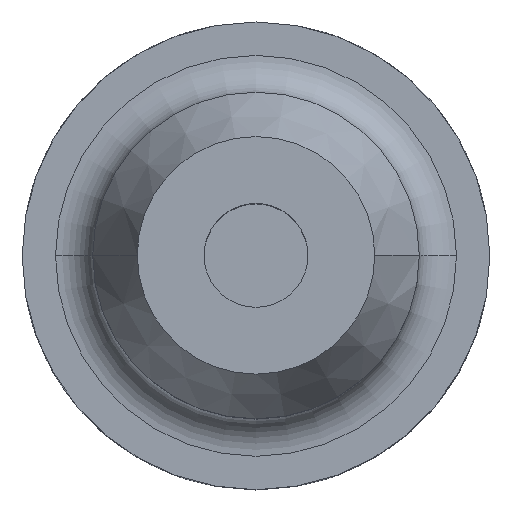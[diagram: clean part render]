
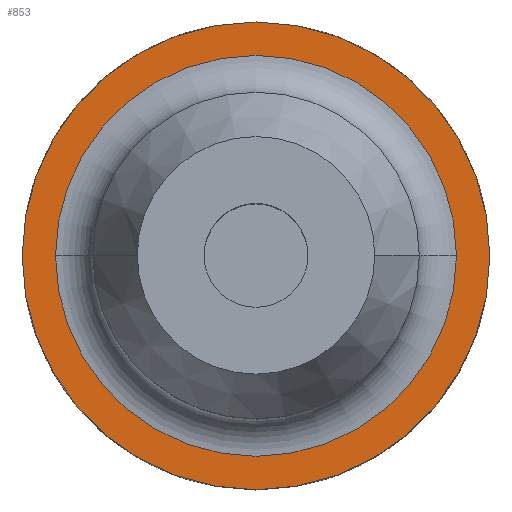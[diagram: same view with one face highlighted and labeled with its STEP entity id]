
A CAD part, top view. The second image highlights one B-rep face of the part: STEP entity #853.
In plain terms, the highlighted planar face has unit normal (0, 0, 1).
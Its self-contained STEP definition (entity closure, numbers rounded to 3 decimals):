
#129 = DIRECTION ( 'NONE',  ( 1., 0., 0. ) ) ;
#204 = CARTESIAN_POINT ( 'NONE',  ( 31.5, 0., 22. ) ) ;
#217 = DIRECTION ( 'NONE',  ( -1., 0., 0. ) ) ;
#356 = DIRECTION ( 'NONE',  ( -1., 0., 0. ) ) ;
#390 = VERTEX_POINT ( 'NONE', #1424 ) ;
#472 = AXIS2_PLACEMENT_3D ( 'NONE', #3195, #2096, #217 ) ;
#475 = DIRECTION ( 'NONE',  ( 0., 0., 1. ) ) ;
#610 = DIRECTION ( 'NONE',  ( -1., 0., 0. ) ) ;
#706 = ORIENTED_EDGE ( 'NONE', *, *, #4471, .T. ) ;
#714 = CARTESIAN_POINT ( 'NONE',  ( 0., 0., 22. ) ) ;
#853 = ADVANCED_FACE ( 'NONE', ( #1268, #1429 ), #2911, .F. ) ;
#987 = CARTESIAN_POINT ( 'NONE',  ( 27., 0., 22. ) ) ;
#1034 = EDGE_LOOP ( 'NONE', ( #706, #4080 ) ) ;
#1094 = DIRECTION ( 'NONE',  ( 1., 0., 0. ) ) ;
#1268 = FACE_BOUND ( 'NONE', #4497, .T. ) ;
#1424 = CARTESIAN_POINT ( 'NONE',  ( -31.5, 0., 22. ) ) ;
#1429 = FACE_OUTER_BOUND ( 'NONE', #1034, .T. ) ;
#1475 = AXIS2_PLACEMENT_3D ( 'NONE', #3574, #4708, #610 ) ;
#1864 = ORIENTED_EDGE ( 'NONE', *, *, #1939, .T. ) ;
#1869 = CIRCLE ( 'NONE', #1475, 27. ) ;
#1939 = EDGE_CURVE ( 'NONE', #4196, #3530, #4293, .T. ) ;
#1980 = CIRCLE ( 'NONE', #3745, 31.5 ) ;
#2000 = EDGE_CURVE ( 'NONE', #3530, #4196, #1869, .T. ) ;
#2096 = DIRECTION ( 'NONE',  ( 0., 0., -1. ) ) ;
#2154 = VERTEX_POINT ( 'NONE', #204 ) ;
#2175 = CARTESIAN_POINT ( 'NONE',  ( 0., 0., 22. ) ) ;
#2259 = ORIENTED_EDGE ( 'NONE', *, *, #2000, .T. ) ;
#2373 = EDGE_CURVE ( 'NONE', #390, #2154, #3321, .T. ) ;
#2911 = PLANE ( 'NONE',  #4731 ) ;
#3195 = CARTESIAN_POINT ( 'NONE',  ( 0., 0., 22. ) ) ;
#3321 = CIRCLE ( 'NONE', #3859, 31.5 ) ;
#3332 = CARTESIAN_POINT ( 'NONE',  ( -27., 0., 22. ) ) ;
#3530 = VERTEX_POINT ( 'NONE', #987 ) ;
#3574 = CARTESIAN_POINT ( 'NONE',  ( 0., 0., 22. ) ) ;
#3670 = DIRECTION ( 'NONE',  ( 0., 0., 1. ) ) ;
#3745 = AXIS2_PLACEMENT_3D ( 'NONE', #714, #3670, #1094 ) ;
#3859 = AXIS2_PLACEMENT_3D ( 'NONE', #4620, #475, #129 ) ;
#4080 = ORIENTED_EDGE ( 'NONE', *, *, #2373, .T. ) ;
#4196 = VERTEX_POINT ( 'NONE', #3332 ) ;
#4293 = CIRCLE ( 'NONE', #472, 27. ) ;
#4471 = EDGE_CURVE ( 'NONE', #2154, #390, #1980, .T. ) ;
#4497 = EDGE_LOOP ( 'NONE', ( #1864, #2259 ) ) ;
#4620 = CARTESIAN_POINT ( 'NONE',  ( 0., 0., 22. ) ) ;
#4708 = DIRECTION ( 'NONE',  ( 0., 0., -1. ) ) ;
#4731 = AXIS2_PLACEMENT_3D ( 'NONE', #2175, #4815, #356 ) ;
#4815 = DIRECTION ( 'NONE',  ( 0., 0., -1. ) ) ;
